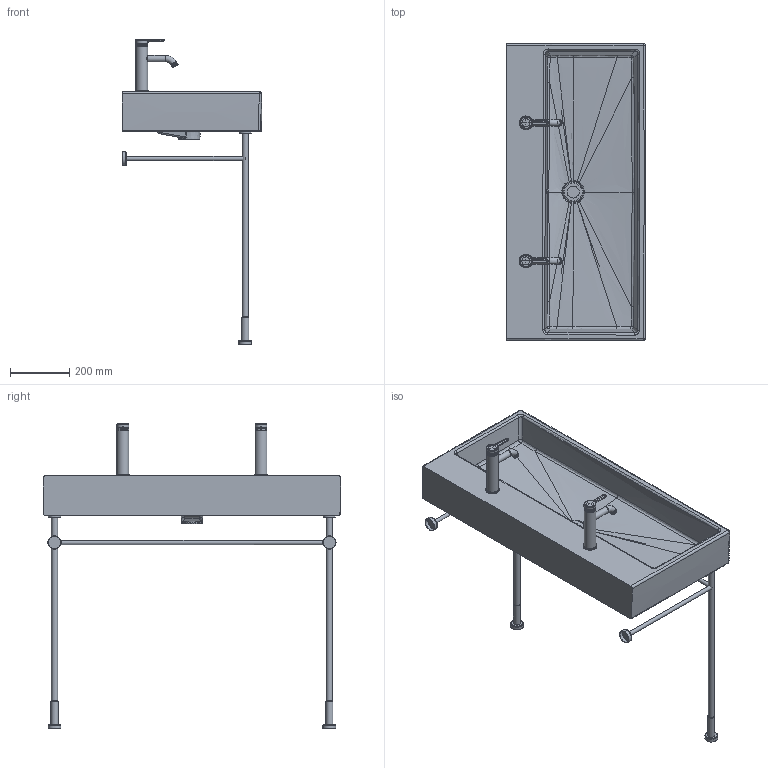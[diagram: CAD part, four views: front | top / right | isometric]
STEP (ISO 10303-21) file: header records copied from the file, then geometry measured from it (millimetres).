
FILE_DESCRIPTION((''),'2;1');
FILE_NAME('235010_2_003067.stp','2017-07-04T12:33:03',('Administrator'),(''),'Autodesk Inventor 2011','Autodesk Inventor 2011','');
FILE_SCHEMA(('CONFIG_CONTROL_DESIGN'));
Length unit declared in the file: millimetre
Products named in the file (16): 235010_2_003067; 235010_2; Kelch_Stopfen VERO AIR Bgr; Armatur C1 WT; 509115_ASM; 615832; 615833; 636748; 615729; 615737; Chromgestell 003067; Rohr stehend 715; Rohr quer 925; Rohr Wand; Rosette Wand
Assembly tree (19 placements, depth 5):
  235010_2_003067
    235010_2
      235010_2
      Kelch_Stopfen VERO AIR Bgr
      Armatur C1 WT  x2
        509115_ASM
          615832
          615833
        636748
        615729
        615737
    Chromgestell 003067
      Rohr stehend 715  x2
      Rohr quer 925
      Rohr Wand  x2
      Rosette Wand  x2
Bounding box: 470.77 x 1000.45 x 1025.45 mm (x, y, z)
Volume: 20347902.6 mm3; surface area: 2073071.5 mm2
Topology: 20 solids, 26 shells, 667 faces, 1493 edges, 893 vertices
Faces by surface type: bspline 277, plane 166, cylinder 136, torus 38, cone 30, sphere 20
Full cylindrical faces by diameter (mm): 6 x2, 12 x2, 14 x3, 15 x2, 16 x2, 16.5 x4, 17.3 x2, 17.55 x2, 18.5 x4, 18.75 x2, 21 x2, 22 x4, 24 x3, 27.189 x2, 30.452 x1, 34 x2, 34.5 x2, 35 x3, 35.4 x2, 35.5 x2, 36.324 x1, 36.9 x8, 37.3 x2, 37.6 x2, 40 x4, 41 x4, 42.5 x2, 42.668 x1, 43 x2, 45 x2
Entity records: 45725 total; most frequent: CARTESIAN_POINT 35232, ORIENTED_EDGE 2074, DIRECTION 1626, EDGE_CURVE 1037, AXIS2_PLACEMENT_3D 731, VERTEX_POINT 653, EDGE_LOOP 632, FACE_OUTER_BOUND 512
